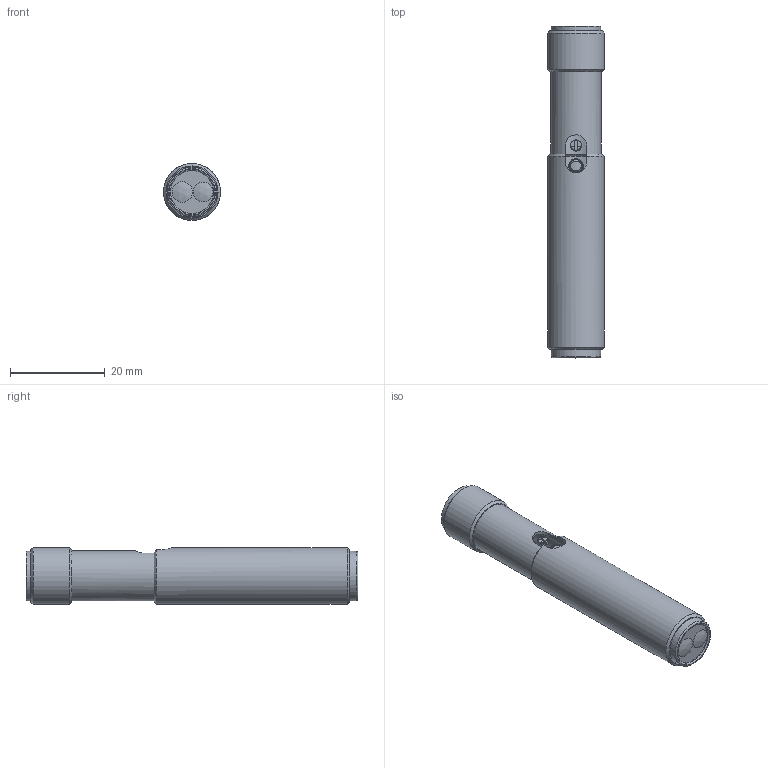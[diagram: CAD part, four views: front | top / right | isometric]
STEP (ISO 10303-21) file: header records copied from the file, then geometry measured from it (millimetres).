
FILE_DESCRIPTION( ( 'Unknown' ), '1' );
FILE_NAME( 'HO06xx3.stp', 'Unknown', ( 'Unknown' ), ( 'Unknown' ), 'XStep 1.0', 'Unknown', ' ' );
FILE_SCHEMA( ( 'CONFIG_CONTROL_DESIGN' ) );
Length unit declared in the file: millimetre
Products named in the file (1): 1
Bounding box: 12 x 70 x 12 mm (x, y, z)
Volume: 6877.6 mm3; surface area: 3554.8 mm2
Topology: 1 solids, 2 shells, 64 faces, 136 edges, 91 vertices
Faces by surface type: plane 31, cylinder 21, cone 5, bspline 3, sphere 2, torus 2
Full cylindrical faces by diameter (mm): 1 x4, 2.35 x1, 8.3 x1, 9 x1, 9.9 x1, 10 x1, 10.5 x1, 10.6 x1, 12 x2
Entity records: 2020 total; most frequent: CARTESIAN_POINT 715, DIRECTION 263, ORIENTED_EDGE 214, AXIS2_PLACEMENT_3D 109, EDGE_CURVE 107, EDGE_LOOP 102, VERTEX_POINT 83, FACE_OUTER_BOUND 81
